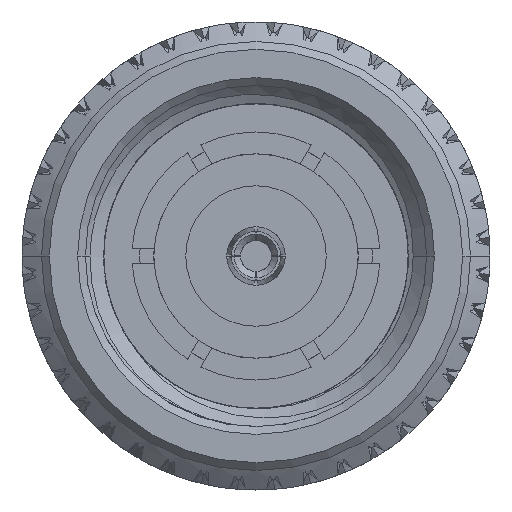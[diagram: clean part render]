
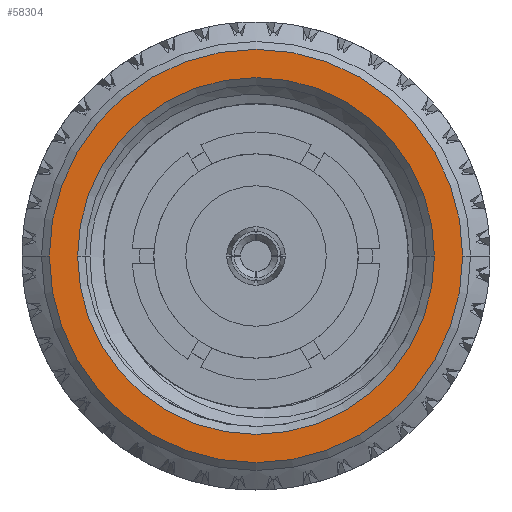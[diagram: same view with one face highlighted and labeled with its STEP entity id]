
A CAD part, left-side view. The second image highlights one B-rep face of the part: STEP entity #58304.
In plain terms, the highlighted planar face has unit normal (-1, 0, 0).
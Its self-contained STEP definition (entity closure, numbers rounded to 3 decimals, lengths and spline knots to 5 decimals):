
#976 = DIRECTION ( 'NONE',  ( -1., 0., 0. ) ) ;
#4056 = EDGE_LOOP ( 'NONE', ( #22664, #90322 ) ) ;
#5464 = DIRECTION ( 'NONE',  ( 0., 1., 0. ) ) ;
#5757 = ORIENTED_EDGE ( 'NONE', *, *, #97910, .T. ) ;
#6680 = EDGE_CURVE ( 'NONE', #23134, #42767, #18580, .T. ) ;
#7539 = VERTEX_POINT ( 'NONE', #74517 ) ;
#10693 = AXIS2_PLACEMENT_3D ( 'NONE', #98788, #46927, #5464 ) ;
#16884 = DIRECTION ( 'NONE',  ( 0., 1., 0. ) ) ;
#18580 = CIRCLE ( 'NONE', #95366, 0.22875 ) ;
#21151 = CIRCLE ( 'NONE', #64666, 0.22875 ) ;
#22664 = ORIENTED_EDGE ( 'NONE', *, *, #6680, .T. ) ;
#23134 = VERTEX_POINT ( 'NONE', #93260 ) ;
#24858 = AXIS2_PLACEMENT_3D ( 'NONE', #57277, #64926, #64398 ) ;
#27529 = CIRCLE ( 'NONE', #69356, 0.265 ) ;
#29985 = CARTESIAN_POINT ( 'NONE',  ( 0., 0.22875, 0. ) ) ;
#31687 = FACE_OUTER_BOUND ( 'NONE', #32734, .T. ) ;
#31721 = DIRECTION ( 'NONE',  ( 1., 0., 0. ) ) ;
#32734 = EDGE_LOOP ( 'NONE', ( #105077, #5757 ) ) ;
#34818 = CARTESIAN_POINT ( 'NONE',  ( 0., -0.265, 0. ) ) ;
#42767 = VERTEX_POINT ( 'NONE', #29985 ) ;
#42994 = DIRECTION ( 'NONE',  ( 0., 1., 0. ) ) ;
#46927 = DIRECTION ( 'NONE',  ( 1., 0., 0. ) ) ;
#47458 = PLANE ( 'NONE',  #10693 ) ;
#56845 = EDGE_CURVE ( 'NONE', #42767, #23134, #21151, .T. ) ;
#57277 = CARTESIAN_POINT ( 'NONE',  ( 0., 0., 0. ) ) ;
#58304 = ADVANCED_FACE ( 'NONE', ( #31687, #98254 ), #47458, .F. ) ;
#58908 = CARTESIAN_POINT ( 'NONE',  ( 0., 0., 0. ) ) ;
#62175 = VERTEX_POINT ( 'NONE', #34818 ) ;
#64398 = DIRECTION ( 'NONE',  ( 0., 1., 0. ) ) ;
#64666 = AXIS2_PLACEMENT_3D ( 'NONE', #58908, #31721, #16884 ) ;
#64926 = DIRECTION ( 'NONE',  ( -1., 0., 0. ) ) ;
#69356 = AXIS2_PLACEMENT_3D ( 'NONE', #101914, #976, #42994 ) ;
#72847 = EDGE_CURVE ( 'NONE', #7539, #62175, #87615, .T. ) ;
#74517 = CARTESIAN_POINT ( 'NONE',  ( 0., 0.265, 0. ) ) ;
#87615 = CIRCLE ( 'NONE', #24858, 0.265 ) ;
#88428 = DIRECTION ( 'NONE',  ( 1., 0., 0. ) ) ;
#90322 = ORIENTED_EDGE ( 'NONE', *, *, #56845, .T. ) ;
#93260 = CARTESIAN_POINT ( 'NONE',  ( 0., -0.22875, 0. ) ) ;
#95366 = AXIS2_PLACEMENT_3D ( 'NONE', #105354, #88428, #97160 ) ;
#97160 = DIRECTION ( 'NONE',  ( 0., 1., 0. ) ) ;
#97910 = EDGE_CURVE ( 'NONE', #62175, #7539, #27529, .T. ) ;
#98254 = FACE_BOUND ( 'NONE', #4056, .T. ) ;
#98788 = CARTESIAN_POINT ( 'NONE',  ( 0., 0.275, 0. ) ) ;
#101914 = CARTESIAN_POINT ( 'NONE',  ( 0., 0., 0. ) ) ;
#105077 = ORIENTED_EDGE ( 'NONE', *, *, #72847, .T. ) ;
#105354 = CARTESIAN_POINT ( 'NONE',  ( 0., 0., 0. ) ) ;
